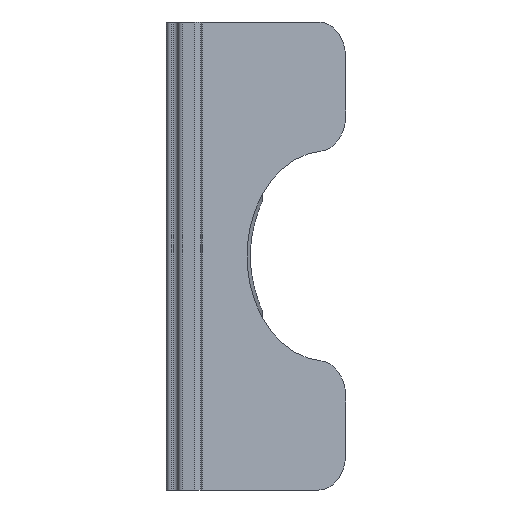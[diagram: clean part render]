
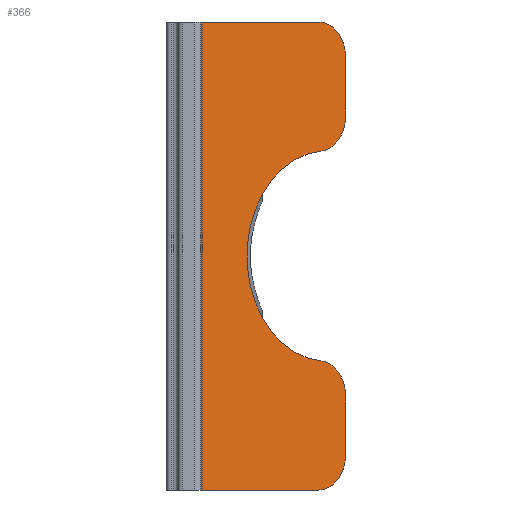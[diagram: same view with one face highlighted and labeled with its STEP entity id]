
A CAD part, left-side view. The second image highlights one B-rep face of the part: STEP entity #366.
In plain terms, the highlighted planar face has unit normal (-0.766, -0.643, 0).
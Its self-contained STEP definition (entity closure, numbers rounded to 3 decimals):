
#47 = CIRCLE ( 'NONE', #1349, 1.5 ) ;
#48 = DIRECTION ( 'NONE',  ( -0.643, 0.766, 0. ) ) ;
#51 = DIRECTION ( 'NONE',  ( 0.643, -0.766, 0. ) ) ;
#55 = ORIENTED_EDGE ( 'NONE', *, *, #1276, .T. ) ;
#58 = VERTEX_POINT ( 'NONE', #100 ) ;
#77 = CARTESIAN_POINT ( 'NONE',  ( -0.161, -7.657, -8.5 ) ) ;
#100 = CARTESIAN_POINT ( 'NONE',  ( -1.125, -6.508, -10. ) ) ;
#106 = VERTEX_POINT ( 'NONE', #1260 ) ;
#137 = ORIENTED_EDGE ( 'NONE', *, *, #796, .T. ) ;
#188 = DIRECTION ( 'NONE',  ( 0., 0., 1. ) ) ;
#199 = EDGE_CURVE ( 'NONE', #700, #670, #1124, .T. ) ;
#203 = CARTESIAN_POINT ( 'NONE',  ( -1.125, -6.508, 8.5 ) ) ;
#210 = LINE ( 'NONE', #293, #521 ) ;
#227 = CIRCLE ( 'NONE', #713, 1.5 ) ;
#236 = AXIS2_PLACEMENT_3D ( 'NONE', #1301, #682, #48 ) ;
#259 = VERTEX_POINT ( 'NONE', #358 ) ;
#263 = CARTESIAN_POINT ( 'NONE',  ( -0.161, -7.657, -10. ) ) ;
#266 = DIRECTION ( 'NONE',  ( -0.766, -0.643, 0. ) ) ;
#293 = CARTESIAN_POINT ( 'NONE',  ( -5.303, -1.528, -10. ) ) ;
#307 = ORIENTED_EDGE ( 'NONE', *, *, #199, .F. ) ;
#308 = CARTESIAN_POINT ( 'NONE',  ( -1.125, -6.508, 5.979 ) ) ;
#311 = DIRECTION ( 'NONE',  ( 0.643, -0.766, 0. ) ) ;
#316 = EDGE_CURVE ( 'NONE', #259, #1340, #227, .T. ) ;
#317 = AXIS2_PLACEMENT_3D ( 'NONE', #203, #935, #311 ) ;
#358 = CARTESIAN_POINT ( 'NONE',  ( -0.161, -7.657, -5.979 ) ) ;
#366 = ADVANCED_FACE ( 'NONE', ( #444 ), #1096, .T. ) ;
#379 = CARTESIAN_POINT ( 'NONE',  ( -5.303, -1.528, -10. ) ) ;
#400 = CARTESIAN_POINT ( 'NONE',  ( -1.045, -6.604, 4.484 ) ) ;
#403 = VERTEX_POINT ( 'NONE', #379 ) ;
#413 = CARTESIAN_POINT ( 'NONE',  ( -1.125, -6.508, -8.5 ) ) ;
#416 = DIRECTION ( 'NONE',  ( 0.643, -0.766, 0. ) ) ;
#444 = FACE_OUTER_BOUND ( 'NONE', #1009, .T. ) ;
#464 = VECTOR ( 'NONE', #188, 1000. ) ;
#469 = VECTOR ( 'NONE', #499, 1000. ) ;
#499 = DIRECTION ( 'NONE',  ( 0.643, -0.766, 0. ) ) ;
#510 = DIRECTION ( 'NONE',  ( 0., 0., 1. ) ) ;
#513 = DIRECTION ( 'NONE',  ( 0.643, -0.766, 0. ) ) ;
#521 = VECTOR ( 'NONE', #820, 1000. ) ;
#524 = CARTESIAN_POINT ( 'NONE',  ( -1.045, -6.604, -4.484 ) ) ;
#533 = EDGE_CURVE ( 'NONE', #927, #259, #1044, .T. ) ;
#551 = EDGE_CURVE ( 'NONE', #403, #700, #210, .T. ) ;
#557 = DIRECTION ( 'NONE',  ( 0.643, -0.766, 0. ) ) ;
#584 = ORIENTED_EDGE ( 'NONE', *, *, #904, .T. ) ;
#585 = ORIENTED_EDGE ( 'NONE', *, *, #551, .F. ) ;
#670 = VERTEX_POINT ( 'NONE', #948 ) ;
#682 = DIRECTION ( 'NONE',  ( 0.766, 0.643, 0. ) ) ;
#683 = DIRECTION ( 'NONE',  ( -0.766, -0.643, 0. ) ) ;
#692 = CIRCLE ( 'NONE', #317, 1.5 ) ;
#700 = VERTEX_POINT ( 'NONE', #1279 ) ;
#713 = AXIS2_PLACEMENT_3D ( 'NONE', #1303, #683, #51 ) ;
#714 = CARTESIAN_POINT ( 'NONE',  ( -0.161, -7.657, -10. ) ) ;
#719 = CARTESIAN_POINT ( 'NONE',  ( -0.161, -7.657, -10. ) ) ;
#796 = EDGE_CURVE ( 'NONE', #1340, #1054, #1352, .T. ) ;
#820 = DIRECTION ( 'NONE',  ( 0., 0., 1. ) ) ;
#841 = VERTEX_POINT ( 'NONE', #1307 ) ;
#848 = VECTOR ( 'NONE', #557, 1000. ) ;
#870 = CARTESIAN_POINT ( 'NONE',  ( -0.161, -7.657, 10. ) ) ;
#904 = EDGE_CURVE ( 'NONE', #403, #58, #987, .T. ) ;
#927 = VERTEX_POINT ( 'NONE', #77 ) ;
#931 = CIRCLE ( 'NONE', #1119, 1.5 ) ;
#935 = DIRECTION ( 'NONE',  ( -0.766, -0.643, 0. ) ) ;
#948 = CARTESIAN_POINT ( 'NONE',  ( -1.125, -6.508, 10. ) ) ;
#964 = ORIENTED_EDGE ( 'NONE', *, *, #316, .T. ) ;
#976 = ORIENTED_EDGE ( 'NONE', *, *, #1229, .T. ) ;
#987 = LINE ( 'NONE', #1117, #469 ) ;
#994 = ORIENTED_EDGE ( 'NONE', *, *, #533, .T. ) ;
#1001 = DIRECTION ( 'NONE',  ( 0.643, -0.766, 0. ) ) ;
#1009 = EDGE_LOOP ( 'NONE', ( #137, #1287, #976, #55, #307, #585, #584, #1242, #994, #964 ) ) ;
#1036 = DIRECTION ( 'NONE',  ( -0.766, -0.643, 0. ) ) ;
#1044 = LINE ( 'NONE', #714, #464 ) ;
#1054 = VERTEX_POINT ( 'NONE', #400 ) ;
#1063 = EDGE_CURVE ( 'NONE', #1054, #106, #47, .T. ) ;
#1096 = PLANE ( 'NONE',  #1126 ) ;
#1117 = CARTESIAN_POINT ( 'NONE',  ( -0.161, -7.657, -10. ) ) ;
#1119 = AXIS2_PLACEMENT_3D ( 'NONE', #413, #1138, #513 ) ;
#1124 = LINE ( 'NONE', #870, #848 ) ;
#1126 = AXIS2_PLACEMENT_3D ( 'NONE', #263, #266, #1001 ) ;
#1138 = DIRECTION ( 'NONE',  ( -0.766, -0.643, 0. ) ) ;
#1176 = VECTOR ( 'NONE', #510, 1000. ) ;
#1209 = LINE ( 'NONE', #719, #1176 ) ;
#1229 = EDGE_CURVE ( 'NONE', #106, #841, #1209, .T. ) ;
#1242 = ORIENTED_EDGE ( 'NONE', *, *, #1247, .T. ) ;
#1247 = EDGE_CURVE ( 'NONE', #58, #927, #931, .T. ) ;
#1260 = CARTESIAN_POINT ( 'NONE',  ( -0.161, -7.657, 5.979 ) ) ;
#1276 = EDGE_CURVE ( 'NONE', #841, #670, #692, .T. ) ;
#1279 = CARTESIAN_POINT ( 'NONE',  ( -5.303, -1.528, 10. ) ) ;
#1287 = ORIENTED_EDGE ( 'NONE', *, *, #1063, .T. ) ;
#1301 = CARTESIAN_POINT ( 'NONE',  ( -0.804, -6.891, 0. ) ) ;
#1303 = CARTESIAN_POINT ( 'NONE',  ( -1.125, -6.508, -5.979 ) ) ;
#1307 = CARTESIAN_POINT ( 'NONE',  ( -0.161, -7.657, 8.5 ) ) ;
#1340 = VERTEX_POINT ( 'NONE', #524 ) ;
#1349 = AXIS2_PLACEMENT_3D ( 'NONE', #308, #1036, #416 ) ;
#1352 = CIRCLE ( 'NONE', #236, 4.5 ) ;
